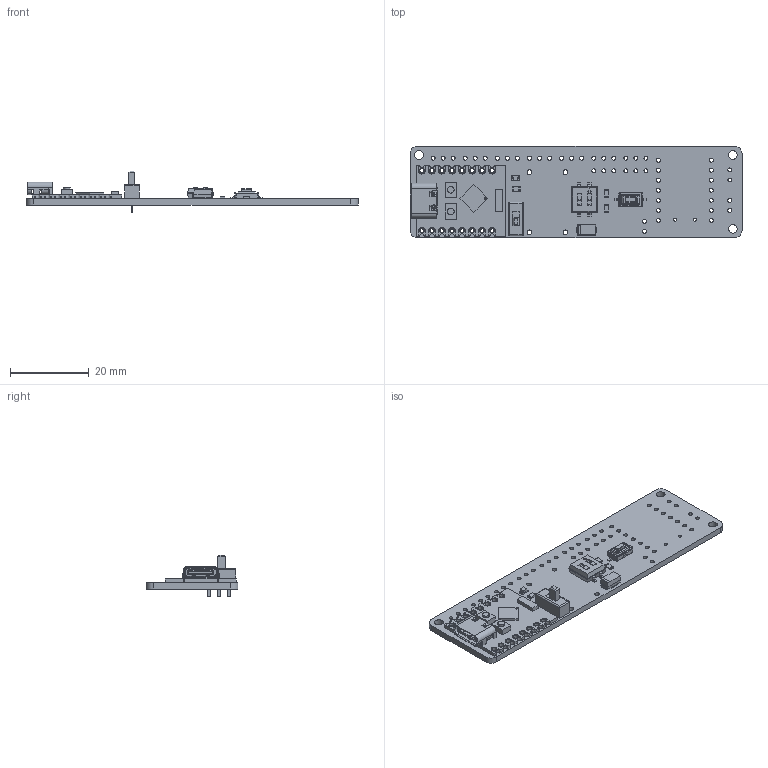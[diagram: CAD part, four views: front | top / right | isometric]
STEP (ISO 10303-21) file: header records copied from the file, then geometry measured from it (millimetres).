
FILE_DESCRIPTION(('KiCad electronic assembly'),'2;1');
FILE_NAME('Mini-C3.step','2024-11-03T20:46:58',('Pcbnew'),('Kicad'), 'Open CASCADE STEP processor 7.8','KiCad to STEP converter','Unknown' );
FILE_SCHEMA(('AUTOMOTIVE_DESIGN { 1 0 10303 214 1 1 1 1 }'));
Length unit declared in the file: millimetre
Products named in the file (16): Mini-C3 1; SW_Tactile_SPST_NO_Straight_CK_PTS636Sx25SMTRLFS; PTS636Sx25SMTRLFS; D_SMA; R_0805_2012Metric; LED_0805_2012Metric; ESP32-C3_SUPERMINI; ESP32-C3 SuperMini; SW_DIP_SPSTx02_Slide_6.7x6.64mm_W8.61mm_P2.54mm_LowProfile; SW_DIP_SPSTx02_Slide_67x664mm_W861mm_P254mm_LowProfile; SW_Slide-03_P2.54; Interruptor; Mini-C3_PCB
Assembly tree (17 placements, depth 3):
  Mini-C3 1
    SW_Tactile_SPST_NO_Straight_CK_PTS636Sx25SMTRLFS
      PTS636Sx25SMTRLFS
    D_SMA
      D_SMA
    R_0805_2012Metric  x3
      R_0805_2012Metric
    LED_0805_2012Metric
      LED_0805_2012Metric
    ESP32-C3_SUPERMINI
      ESP32-C3 SuperMini
    SW_DIP_SPSTx02_Slide_6.7x6.64mm_W8.61mm_P2.54mm_LowProfile
      SW_DIP_SPSTx02_Slide_67x664mm_W861mm_P254mm_LowProfile
    SW_Slide-03_P2.54
      Interruptor
    Mini-C3_PCB
Bounding box: 84.12 x 23.3 x 10.6 mm (x, y, z)
Volume: 3811.2 mm3; surface area: 6810.3 mm2
Topology: 38 solids, 38 shells, 1577 faces, 4294 edges, 2773 vertices
Faces by surface type: plane 1039, cylinder 475, bspline 42, cone 13, sphere 8
Full cylindrical faces by diameter (mm): 0.762 x3, 0.8 x2, 1 x63, 1.2 x4, 2.2 x3
Entity records: 52517 total; most frequent: CARTESIAN_POINT 9584, ORIENTED_EDGE 8300, DIRECTION 7881, EDGE_CURVE 4150, LINE 3053, VECTOR 3053, VERTEX_POINT 2685, AXIS2_PLACEMENT_3D 2414
